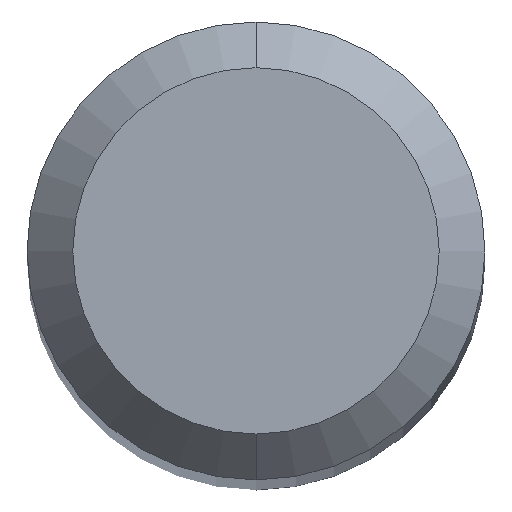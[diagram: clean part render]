
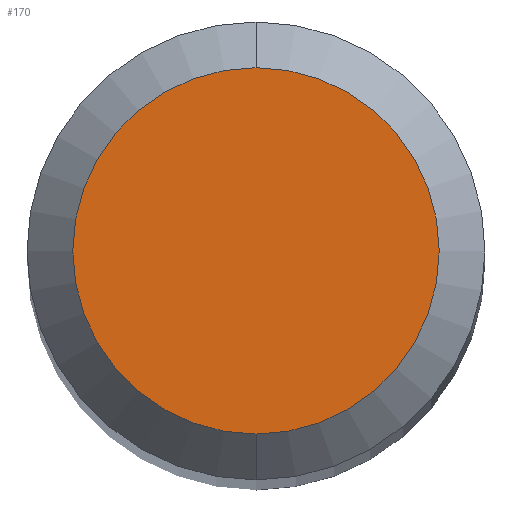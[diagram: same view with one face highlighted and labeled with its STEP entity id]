
A CAD part, top view. The second image highlights one B-rep face of the part: STEP entity #170.
In plain terms, the highlighted planar face has unit normal (0, 0, 1).
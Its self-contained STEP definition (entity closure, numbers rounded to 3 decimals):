
#100=VERTEX_POINT('',#229);
#146=EDGE_CURVE('',#164,#100,#282,.T.);
#164=VERTEX_POINT('',#304);
#170=ADVANCED_FACE('',(#310),#311,.T.);
#196=EDGE_CURVE('',#100,#164,#340,.T.);
#229=CARTESIAN_POINT('',(0.0,1.2,0.0));
#282=CIRCLE('',#440,1.2);
#304=CARTESIAN_POINT('',(0.,-1.2,0.0));
#310=FACE_OUTER_BOUND('',#469,.T.);
#311=PLANE('',#470);
#340=CIRCLE('',#508,1.2);
#440=AXIS2_PLACEMENT_3D('',#581,#582,#583);
#469=EDGE_LOOP('',(#623,#624));
#470=AXIS2_PLACEMENT_3D('',#625,#626,#627);
#508=AXIS2_PLACEMENT_3D('',#665,#666,#667);
#581=CARTESIAN_POINT('',(0.0,0.0,0.0));
#582=DIRECTION('',(0.0,0.0,-1.0));
#583=DIRECTION('',(0.0,1.0,0.0));
#623=ORIENTED_EDGE('',*,*,#196,.F.);
#624=ORIENTED_EDGE('',*,*,#146,.F.);
#625=CARTESIAN_POINT('',(0.0,0.6,0.0));
#626=DIRECTION('',(-0.0,0.0,1.0));
#627=DIRECTION('',(0.0,-1.0,0.0));
#665=CARTESIAN_POINT('',(0.0,0.0,0.0));
#666=DIRECTION('',(0.0,0.0,-1.0));
#667=DIRECTION('',(0.0,1.0,0.0));
